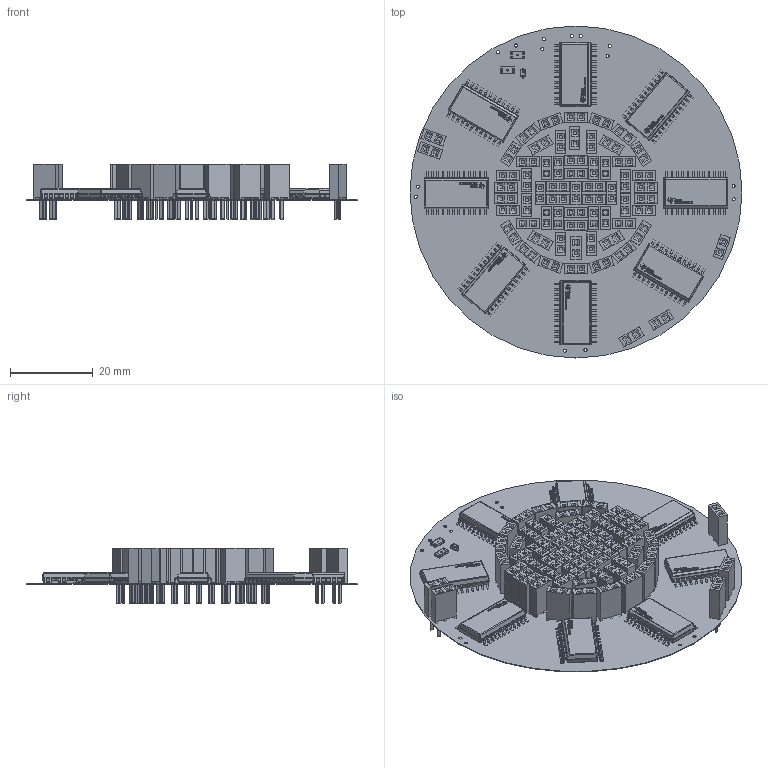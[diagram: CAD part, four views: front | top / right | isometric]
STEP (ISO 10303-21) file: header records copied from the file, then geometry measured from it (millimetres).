
FILE_DESCRIPTION(('Open CASCADE Model'),'2;1');
FILE_NAME('Open CASCADE Shape Model','2023-02-10T15:49:36',('Author'),( 'Open CASCADE'),'Open CASCADE STEP processor 7.5','Open CASCADE 7.5' ,'Unknown');
FILE_SCHEMA(('AUTOMOTIVE_DESIGN { 1 0 10303 214 1 1 1 1 }'));
Length unit declared in the file: millimetre
Products named in the file (95): PCB; Board; Open CASCADE STEP translator 7.5 1.1.1; 12; SSW-102-02-X-S; extra3; extra4; extra5; 42; extra 1; extra 2; U5; IC_Texas_Instruments_CD74HC4067M96_eec; BODY-SO; LEAD-SO; Texas Logo Yury; Texas Logo Yury - Copy; Zener1; Diode_ON_Semiconductor_NSR02100HT1G_eec; 1; 2; ON Semiconductor; bar; 6; Res_Vishay_MCA12060D1541BP100_eec; body; pad; top; Vishay; bottom; res1; 60; 58; 56; 49; 41; 54; 52; 45; 39 ...
Assembly tree (189 placements, depth 4):
  PCB
    Board
      Open CASCADE STEP translator 7.5 1.1.1
    12
      SSW-102-02-X-S
    extra3
      SSW-102-02-X-S
    extra4
      SSW-102-02-X-S
    extra5
      SSW-102-02-X-S
    42
      SSW-102-02-X-S
    extra 1
      SSW-102-02-X-S
    extra 2
      SSW-102-02-X-S
    U5
      IC_Texas_Instruments_CD74HC4067M96_eec
        BODY-SO
        LEAD-SO  x24
        Texas Logo Yury
        Texas Logo Yury - Copy
    Zener1
      Diode_ON_Semiconductor_NSR02100HT1G_eec
        1
        2
        ON Semiconductor
        bar
    6
      Res_Vishay_MCA12060D1541BP100_eec
        body
        pad  x2
        top
        Vishay
        bottom
    res1
      Res_Vishay_MCA12060D1541BP100_eec
        body
        pad  x2
        top
        Vishay
        bottom
    60
      SSW-102-02-X-S
    58
      SSW-102-02-X-S
    56
      SSW-102-02-X-S
    49
      SSW-102-02-X-S
    41
      SSW-102-02-X-S
    54
      SSW-102-02-X-S
    52
      SSW-102-02-X-S
    45
      SSW-102-02-X-S
    39
Bounding box: 80 x 80 x 13.44 mm (x, y, z)
Volume: 9619.7 mm3; surface area: 28517.5 mm2
Topology: 456 solids, 456 shells, 11392 faces, 29176 edges, 18952 vertices
Faces by surface type: plane 8443, bspline 1550, cylinder 1247, sphere 136, torus 16
Full cylindrical faces by diameter (mm): 0.762 x14, 1.04 x128, 80 x1
Entity records: 45082 total; most frequent: CARTESIAN_POINT 12166, ORIENTED_EDGE 6716, DIRECTION 5446, EDGE_CURVE 3358, VERTEX_POINT 2190, LINE 2122, VECTOR 2122, AXIS2_PLACEMENT_3D 1662
